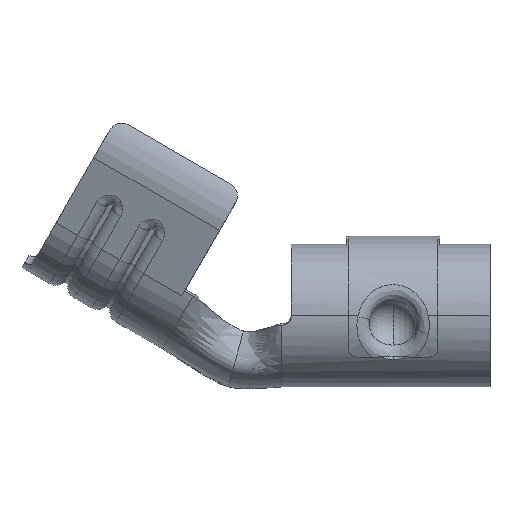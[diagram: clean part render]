
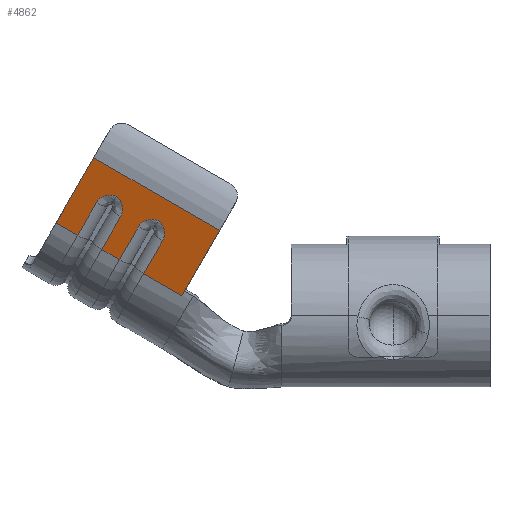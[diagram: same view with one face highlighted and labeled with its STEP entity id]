
A CAD part, top view. The second image highlights one B-rep face of the part: STEP entity #4862.
In plain terms, the highlighted planar face has unit normal (-0.141, -0.244, 0.959).
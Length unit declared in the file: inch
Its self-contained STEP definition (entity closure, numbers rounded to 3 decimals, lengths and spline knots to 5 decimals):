
#11 = LINE ( 'NONE', #4441, #14030 ) ;
#45 = CARTESIAN_POINT ( 'NONE',  ( -0.77168, 0.24591, 0.18588 ) ) ;
#52 = EDGE_CURVE ( 'NONE', #367, #14373, #13176, .T. ) ;
#154 = VERTEX_POINT ( 'NONE', #5596 ) ;
#257 = CARTESIAN_POINT ( 'NONE',  ( -0.71512, 0.08619, 0.15349 ) ) ;
#329 = EDGE_CURVE ( 'NONE', #9512, #10894, #11426, .T. ) ;
#363 = EDGE_CURVE ( 'NONE', #12411, #9512, #2601, .T. ) ;
#367 = VERTEX_POINT ( 'NONE', #1507 ) ;
#459 = CARTESIAN_POINT ( 'NONE',  ( -0.76275, 0.20369, 0.17643 ) ) ;
#640 = ORIENTED_EDGE ( 'NONE', *, *, #2620, .T. ) ;
#693 = CARTESIAN_POINT ( 'NONE',  ( -0.63618, 0.04061, 0.15349 ) ) ;
#752 = CARTESIAN_POINT ( 'NONE',  ( -0.89598, 0.19061, 0.15349 ) ) ;
#833 = ORIENTED_EDGE ( 'NONE', *, *, #6301, .T. ) ;
#931 = EDGE_CURVE ( 'NONE', #7734, #11450, #3146, .T. ) ;
#1026 = LINE ( 'NONE', #5472, #12707 ) ;
#1126 = CARTESIAN_POINT ( 'NONE',  ( -0.79867, 0.24558, 0.18182 ) ) ;
#1228 = CARTESIAN_POINT ( 'NONE',  ( -0.68508, 0.19591, 0.18588 ) ) ;
#1432 = CARTESIAN_POINT ( 'NONE',  ( -0.63618, 0.04061, 0.15349 ) ) ;
#1492 = B_SPLINE_CURVE_WITH_KNOTS ( 'NONE', 3,
 ( #9244, #13662, #3696, #8149, #12578, #2595, #7042, #11489 ),
 .UNSPECIFIED., .F., .F.,
 ( 4, 2, 2, 4 ),
 ( 0., 0.00031, 0.00061, 0.00123 ),
 .UNSPECIFIED. ) ;
#1507 = CARTESIAN_POINT ( 'NONE',  ( -0.76275, 0.20369, 0.17643 ) ) ;
#1542 = CARTESIAN_POINT ( 'NONE',  ( -0.76091, 0.23379, 0.18437 ) ) ;
#1965 = VECTOR ( 'NONE', #12048, 39.37008 ) ;
#2110 = EDGE_CURVE ( 'NONE', #11450, #12851, #4491, .T. ) ;
#2221 = CARTESIAN_POINT ( 'NONE',  ( -0.81077, 0.2359, 0.17757 ) ) ;
#2362 = VECTOR ( 'NONE', #11497, 39.37008 ) ;
#2595 = CARTESIAN_POINT ( 'NONE',  ( -0.70094, 0.19918, 0.18438 ) ) ;
#2601 = LINE ( 'NONE', #7048, #2362 ) ;
#2620 = EDGE_CURVE ( 'NONE', #12851, #367, #11442, .T. ) ;
#3146 = LINE ( 'NONE', #7606, #1965 ) ;
#3196 = CARTESIAN_POINT ( 'NONE',  ( -0.80172, 0.13619, 0.15349 ) ) ;
#3334 = CARTESIAN_POINT ( 'NONE',  ( -0.55835, 0.17541, 0.1993 ) ) ;
#3337 = EDGE_CURVE ( 'NONE', #7734, #13473, #3695, .T. ) ;
#3383 = VERTEX_POINT ( 'NONE', #4869 ) ;
#3497 = CARTESIAN_POINT ( 'NONE',  ( -0.67105, 0.16849, 0.18095 ) ) ;
#3695 = LINE ( 'NONE', #8148, #7790 ) ;
#3696 = CARTESIAN_POINT ( 'NONE',  ( -0.72162, 0.18885, 0.1787 ) ) ;
#3747 = ORIENTED_EDGE ( 'NONE', *, *, #329, .F. ) ;
#3842 = CARTESIAN_POINT ( 'NONE',  ( -0.63618, 0.04061, 0.15349 ) ) ;
#4406 = EDGE_CURVE ( 'NONE', #9348, #10894, #11, .T. ) ;
#4441 = CARTESIAN_POINT ( 'NONE',  ( -0.71512, 0.08619, 0.15349 ) ) ;
#4491 = B_SPLINE_CURVE_WITH_KNOTS ( 'NONE', 3,
 ( #12209, #2221, #6663, #11122, #1126, #5572, #10025, #45 ),
 .UNSPECIFIED., .F., .F.,
 ( 4, 2, 2, 4 ),
 ( 0., 0.00031, 0.00061, 0.00123 ),
 .UNSPECIFIED. ) ;
#4862 = ADVANCED_FACE ( 'NONE', ( #9385 ), #13806, .F. ) ;
#4869 = CARTESIAN_POINT ( 'NONE',  ( -0.68508, 0.19591, 0.18588 ) ) ;
#5138 = DIRECTION ( 'NONE',  ( -0.866, 0.5, 0. ) ) ;
#5198 = DIRECTION ( 'NONE',  ( -0.48, -0.831, -0.282 ) ) ;
#5472 = CARTESIAN_POINT ( 'NONE',  ( -0.76508, 0.11504, 0.15349 ) ) ;
#5572 = CARTESIAN_POINT ( 'NONE',  ( -0.78754, 0.24918, 0.18438 ) ) ;
#5596 = CARTESIAN_POINT ( 'NONE',  ( -0.81816, 0.32541, 0.1993 ) ) ;
#5870 = CARTESIAN_POINT ( 'NONE',  ( -0.67614, 0.15369, 0.17643 ) ) ;
#5874 = DIRECTION ( 'NONE',  ( -0.866, 0.5, 0. ) ) ;
#5950 = VECTOR ( 'NONE', #5138, 39.37008 ) ;
#5981 = CARTESIAN_POINT ( 'NONE',  ( -0.75765, 0.21849, 0.18095 ) ) ;
#6279 = VERTEX_POINT ( 'NONE', #7883 ) ;
#6301 = EDGE_CURVE ( 'NONE', #3383, #9348, #13170, .T. ) ;
#6607 = VECTOR ( 'NONE', #5874, 39.37008 ) ;
#6663 = CARTESIAN_POINT ( 'NONE',  ( -0.80822, 0.23885, 0.1787 ) ) ;
#7042 = CARTESIAN_POINT ( 'NONE',  ( -0.69259, 0.19889, 0.18553 ) ) ;
#7048 = CARTESIAN_POINT ( 'NONE',  ( -0.63618, 0.04061, 0.15349 ) ) ;
#7076 = CARTESIAN_POINT ( 'NONE',  ( -0.77168, 0.24591, 0.18588 ) ) ;
#7315 = EDGE_CURVE ( 'NONE', #12411, #154, #13310, .T. ) ;
#7430 = ORIENTED_EDGE ( 'NONE', *, *, #14133, .T. ) ;
#7606 = CARTESIAN_POINT ( 'NONE',  ( -0.85168, 0.16504, 0.15349 ) ) ;
#7654 = DIRECTION ( 'NONE',  ( -0.48, -0.831, -0.282 ) ) ;
#7734 = VERTEX_POINT ( 'NONE', #9418 ) ;
#7790 = VECTOR ( 'NONE', #12577, 39.37008 ) ;
#7796 = DIRECTION ( 'NONE',  ( -0.866, 0.5, 0. ) ) ;
#7883 = CARTESIAN_POINT ( 'NONE',  ( -0.72611, 0.18254, 0.17643 ) ) ;
#7911 = ORIENTED_EDGE ( 'NONE', *, *, #931, .T. ) ;
#7952 = CARTESIAN_POINT ( 'NONE',  ( -0.67226, 0.16041, 0.17872 ) ) ;
#8148 = CARTESIAN_POINT ( 'NONE',  ( -0.63618, 0.04061, 0.15349 ) ) ;
#8149 = CARTESIAN_POINT ( 'NONE',  ( -0.71561, 0.19367, 0.18082 ) ) ;
#8299 = DIRECTION ( 'NONE',  ( 0.141, 0.245, -0.959 ) ) ;
#8850 = CARTESIAN_POINT ( 'NONE',  ( -0.76508, 0.11504, 0.15349 ) ) ;
#8896 = DIRECTION ( 'NONE',  ( -0.48, -0.831, -0.282 ) ) ;
#9048 = CARTESIAN_POINT ( 'NONE',  ( -0.67877, 0.19092, 0.18554 ) ) ;
#9240 = ORIENTED_EDGE ( 'NONE', *, *, #11449, .T. ) ;
#9244 = CARTESIAN_POINT ( 'NONE',  ( -0.72611, 0.18254, 0.17643 ) ) ;
#9310 = ORIENTED_EDGE ( 'NONE', *, *, #12588, .F. ) ;
#9348 = VERTEX_POINT ( 'NONE', #5870 ) ;
#9364 = ORIENTED_EDGE ( 'NONE', *, *, #4406, .T. ) ;
#9385 = FACE_OUTER_BOUND ( 'NONE', #14319, .T. ) ;
#9418 = CARTESIAN_POINT ( 'NONE',  ( -0.85168, 0.16504, 0.15349 ) ) ;
#9458 = ORIENTED_EDGE ( 'NONE', *, *, #52, .T. ) ;
#9512 = VERTEX_POINT ( 'NONE', #13078 ) ;
#9684 = VECTOR ( 'NONE', #5198, 39.37008 ) ;
#9933 = DIRECTION ( 'NONE',  ( 0.48, 0.831, 0.282 ) ) ;
#10025 = CARTESIAN_POINT ( 'NONE',  ( -0.77919, 0.24889, 0.18553 ) ) ;
#10093 = AXIS2_PLACEMENT_3D ( 'NONE', #3842, #8299, #12728 ) ;
#10146 = VERTEX_POINT ( 'NONE', #8850 ) ;
#10238 = ORIENTED_EDGE ( 'NONE', *, *, #11281, .T. ) ;
#10440 = CARTESIAN_POINT ( 'NONE',  ( -0.75886, 0.21041, 0.17872 ) ) ;
#10677 = LINE ( 'NONE', #693, #5950 ) ;
#10737 = LINE ( 'NONE', #752, #9684 ) ;
#10894 = VERTEX_POINT ( 'NONE', #257 ) ;
#11122 = CARTESIAN_POINT ( 'NONE',  ( -0.80222, 0.24367, 0.18082 ) ) ;
#11281 = EDGE_CURVE ( 'NONE', #154, #13473, #10737, .T. ) ;
#11426 = LINE ( 'NONE', #1432, #6607 ) ;
#11442 = B_SPLINE_CURVE_WITH_KNOTS ( 'NONE', 3,
 ( #7076, #11526, #1542, #5981, #10440, #459 ),
 .UNSPECIFIED., .F., .F.,
 ( 4, 2, 4 ),
 ( 0.00007, 0.00069, 0.0013 ),
 .UNSPECIFIED. ) ;
#11449 = EDGE_CURVE ( 'NONE', #10146, #6279, #1026, .T. ) ;
#11450 = VERTEX_POINT ( 'NONE', #14349 ) ;
#11489 = CARTESIAN_POINT ( 'NONE',  ( -0.68508, 0.19591, 0.18588 ) ) ;
#11497 = DIRECTION ( 'NONE',  ( -0.48, -0.831, -0.282 ) ) ;
#11526 = CARTESIAN_POINT ( 'NONE',  ( -0.76537, 0.24092, 0.18554 ) ) ;
#11993 = ORIENTED_EDGE ( 'NONE', *, *, #2110, .T. ) ;
#11999 = VECTOR ( 'NONE', #7654, 39.37008 ) ;
#12046 = CARTESIAN_POINT ( 'NONE',  ( -0.77168, 0.24591, 0.18588 ) ) ;
#12048 = DIRECTION ( 'NONE',  ( 0.48, 0.831, 0.282 ) ) ;
#12209 = CARTESIAN_POINT ( 'NONE',  ( -0.81271, 0.23254, 0.17643 ) ) ;
#12332 = CARTESIAN_POINT ( 'NONE',  ( -0.89598, 0.19061, 0.15349 ) ) ;
#12386 = CARTESIAN_POINT ( 'NONE',  ( -0.67614, 0.15369, 0.17643 ) ) ;
#12411 = VERTEX_POINT ( 'NONE', #13642 ) ;
#12557 = ORIENTED_EDGE ( 'NONE', *, *, #363, .F. ) ;
#12577 = DIRECTION ( 'NONE',  ( -0.866, 0.5, 0. ) ) ;
#12578 = CARTESIAN_POINT ( 'NONE',  ( -0.71207, 0.19558, 0.18182 ) ) ;
#12588 = EDGE_CURVE ( 'NONE', #10146, #14373, #10677, .T. ) ;
#12662 = VECTOR ( 'NONE', #7796, 39.37008 ) ;
#12707 = VECTOR ( 'NONE', #9933, 39.37008 ) ;
#12709 = ORIENTED_EDGE ( 'NONE', *, *, #7315, .T. ) ;
#12728 = DIRECTION ( 'NONE',  ( 0., 0.969, 0.247 ) ) ;
#12851 = VERTEX_POINT ( 'NONE', #12046 ) ;
#13078 = CARTESIAN_POINT ( 'NONE',  ( -0.63618, 0.04061, 0.15349 ) ) ;
#13170 = B_SPLINE_CURVE_WITH_KNOTS ( 'NONE', 3,
 ( #1228, #9048, #13466, #3497, #7952, #12386 ),
 .UNSPECIFIED., .F., .F.,
 ( 4, 2, 4 ),
 ( 0.00007, 0.00069, 0.0013 ),
 .UNSPECIFIED. ) ;
#13176 = LINE ( 'NONE', #3196, #11999 ) ;
#13310 = LINE ( 'NONE', #3334, #12662 ) ;
#13466 = CARTESIAN_POINT ( 'NONE',  ( -0.67431, 0.18379, 0.18437 ) ) ;
#13473 = VERTEX_POINT ( 'NONE', #12332 ) ;
#13496 = ORIENTED_EDGE ( 'NONE', *, *, #3337, .F. ) ;
#13642 = CARTESIAN_POINT ( 'NONE',  ( -0.55835, 0.17541, 0.1993 ) ) ;
#13662 = CARTESIAN_POINT ( 'NONE',  ( -0.72417, 0.1859, 0.17757 ) ) ;
#13806 = PLANE ( 'NONE',  #10093 ) ;
#13825 = CARTESIAN_POINT ( 'NONE',  ( -0.80172, 0.13619, 0.15349 ) ) ;
#14030 = VECTOR ( 'NONE', #8896, 39.37008 ) ;
#14133 = EDGE_CURVE ( 'NONE', #6279, #3383, #1492, .T. ) ;
#14319 = EDGE_LOOP ( 'NONE', ( #833, #9364, #3747, #12557, #12709, #10238, #13496, #7911, #11993, #640, #9458, #9310, #9240, #7430 ) ) ;
#14349 = CARTESIAN_POINT ( 'NONE',  ( -0.81271, 0.23254, 0.17643 ) ) ;
#14373 = VERTEX_POINT ( 'NONE', #13825 ) ;
